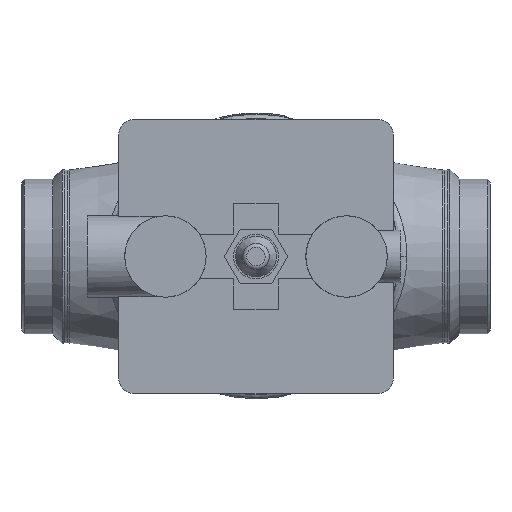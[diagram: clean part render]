
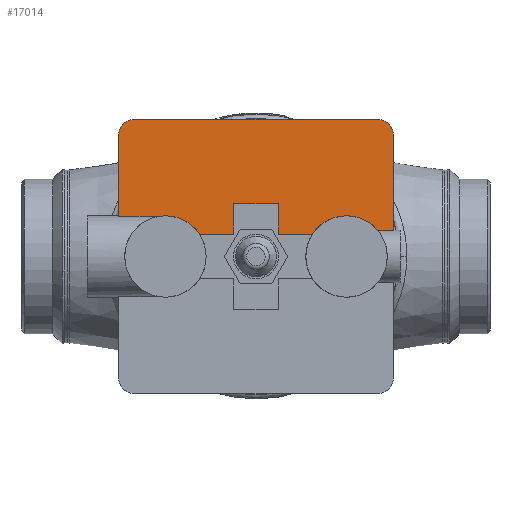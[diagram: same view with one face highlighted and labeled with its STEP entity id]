
A CAD part, front view. The second image highlights one B-rep face of the part: STEP entity #17014.
In plain terms, the highlighted planar face has unit normal (0, -1, 0).
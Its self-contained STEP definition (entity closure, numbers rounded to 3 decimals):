
#16754=CARTESIAN_POINT('',(47.5,-24.5,-50.226));
#16755=VERTEX_POINT('',#16754);
#16763=CARTESIAN_POINT('',(47.5,-24.5,-10.5));
#16764=VERTEX_POINT('',#16763);
#16765=CARTESIAN_POINT('',(47.5,-24.5,-10.5));
#16766=DIRECTION('',(-0.,-0.,-1.));
#16767=VECTOR('',#16766,39.726);
#16768=LINE('',#16765,#16767);
#16769=EDGE_CURVE('',#16764,#16755,#16768,.T.);
#16812=CARTESIAN_POINT('',(67.5,-24.5,-50.226));
#16813=VERTEX_POINT('',#16812);
#16821=CARTESIAN_POINT('',(47.5,-24.5,-50.226));
#16822=DIRECTION('',(1.,0.,-0.));
#16823=VECTOR('',#16822,20.);
#16824=LINE('',#16821,#16823);
#16825=EDGE_CURVE('',#16755,#16813,#16824,.T.);
#16855=CARTESIAN_POINT('',(87.203,-24.5,-59.));
#16856=VERTEX_POINT('',#16855);
#16863=CARTESIAN_POINT('',(70.5,-24.5,-70.));
#16864=DIRECTION('',(0.,-1.,0.));
#16865=DIRECTION('',(0.,0.,-1.));
#16866=AXIS2_PLACEMENT_3D('',#16863,#16864,#16865);
#16867=CIRCLE('',#16866,20.);
#16868=EDGE_CURVE('',#16856,#16813,#16867,.T.);
#16915=CARTESIAN_POINT('',(115.,-24.5,-70.));
#16916=DIRECTION('',(0.,-1.,0.));
#16917=DIRECTION('',(1.,0.,0.));
#16918=AXIS2_PLACEMENT_3D('',#16915,#16916,#16917);
#16919=PLANE('',#16918);
#16920=CARTESIAN_POINT('',(104.,-24.5,-59.));
#16921=VERTEX_POINT('',#16920);
#16922=CARTESIAN_POINT('',(104.,-24.5,-59.));
#16923=DIRECTION('',(-1.,0.,0.));
#16924=VECTOR('',#16923,16.797);
#16925=LINE('',#16922,#16924);
#16926=EDGE_CURVE('',#16921,#16856,#16925,.T.);
#16927=ORIENTED_EDGE('',*,*,#16926,.F.);
#16928=CARTESIAN_POINT('',(104.,-24.5,-44.));
#16929=VERTEX_POINT('',#16928);
#16930=CARTESIAN_POINT('',(104.,-24.5,-44.));
#16931=DIRECTION('',(0.,0.,-1.));
#16932=VECTOR('',#16931,15.);
#16933=LINE('',#16930,#16932);
#16934=EDGE_CURVE('',#16929,#16921,#16933,.T.);
#16935=ORIENTED_EDGE('',*,*,#16934,.F.);
#16936=CARTESIAN_POINT('',(126.,-24.5,-44.));
#16937=VERTEX_POINT('',#16936);
#16938=CARTESIAN_POINT('',(126.,-24.5,-44.));
#16939=DIRECTION('',(-1.,0.,0.));
#16940=VECTOR('',#16939,22.);
#16941=LINE('',#16938,#16940);
#16942=EDGE_CURVE('',#16937,#16929,#16941,.T.);
#16943=ORIENTED_EDGE('',*,*,#16942,.F.);
#16944=CARTESIAN_POINT('',(126.,-24.5,-59.));
#16945=VERTEX_POINT('',#16944);
#16946=CARTESIAN_POINT('',(126.,-24.5,-59.));
#16947=DIRECTION('',(0.,0.,1.));
#16948=VECTOR('',#16947,15.);
#16949=LINE('',#16946,#16948);
#16950=EDGE_CURVE('',#16945,#16937,#16949,.T.);
#16951=ORIENTED_EDGE('',*,*,#16950,.F.);
#16952=CARTESIAN_POINT('',(142.797,-24.5,-59.));
#16953=VERTEX_POINT('',#16952);
#16954=CARTESIAN_POINT('',(142.797,-24.5,-59.));
#16955=DIRECTION('',(-1.,0.,0.));
#16956=VECTOR('',#16955,16.797);
#16957=LINE('',#16954,#16956);
#16958=EDGE_CURVE('',#16953,#16945,#16957,.T.);
#16959=ORIENTED_EDGE('',*,*,#16958,.F.);
#16960=CARTESIAN_POINT('',(174.992,-24.5,-57.351));
#16961=VERTEX_POINT('',#16960);
#16962=CARTESIAN_POINT('',(159.5,-24.5,-70.));
#16963=DIRECTION('',(0.,-1.,0.));
#16964=DIRECTION('',(0.,0.,-1.));
#16965=AXIS2_PLACEMENT_3D('',#16962,#16963,#16964);
#16966=CIRCLE('',#16965,20.);
#16967=EDGE_CURVE('',#16961,#16953,#16966,.T.);
#16968=ORIENTED_EDGE('',*,*,#16967,.F.);
#16969=CARTESIAN_POINT('',(182.5,-24.5,-57.351));
#16970=VERTEX_POINT('',#16969);
#16971=CARTESIAN_POINT('',(174.992,-24.5,-57.351));
#16972=DIRECTION('',(1.,0.,-0.));
#16973=VECTOR('',#16972,7.508);
#16974=LINE('',#16971,#16973);
#16975=EDGE_CURVE('',#16961,#16970,#16974,.T.);
#16976=ORIENTED_EDGE('',*,*,#16975,.T.);
#16977=CARTESIAN_POINT('',(182.5,-24.5,-10.5));
#16978=VERTEX_POINT('',#16977);
#16979=CARTESIAN_POINT('',(182.5,-24.5,-57.351));
#16980=DIRECTION('',(0.,0.,1.));
#16981=VECTOR('',#16980,46.851);
#16982=LINE('',#16979,#16981);
#16983=EDGE_CURVE('',#16970,#16978,#16982,.T.);
#16984=ORIENTED_EDGE('',*,*,#16983,.T.);
#16985=CARTESIAN_POINT('',(174.5,-24.5,-2.5));
#16986=VERTEX_POINT('',#16985);
#16987=CARTESIAN_POINT('',(174.5,-24.5,-10.5));
#16988=DIRECTION('',(-0.,-1.,-0.));
#16989=DIRECTION('',(0.,-0.,1.));
#16990=AXIS2_PLACEMENT_3D('',#16987,#16988,#16989);
#16991=CIRCLE('',#16990,8.);
#16992=EDGE_CURVE('',#16978,#16986,#16991,.T.);
#16993=ORIENTED_EDGE('',*,*,#16992,.T.);
#16994=CARTESIAN_POINT('',(55.5,-24.5,-2.5));
#16995=VERTEX_POINT('',#16994);
#16996=CARTESIAN_POINT('',(174.5,-24.5,-2.5));
#16997=DIRECTION('',(-1.,-0.,0.));
#16998=VECTOR('',#16997,119.);
#16999=LINE('',#16996,#16998);
#17000=EDGE_CURVE('',#16986,#16995,#16999,.T.);
#17001=ORIENTED_EDGE('',*,*,#17000,.T.);
#17002=CARTESIAN_POINT('',(55.5,-24.5,-10.5));
#17003=DIRECTION('',(-0.,-1.,-0.));
#17004=DIRECTION('',(0.,-0.,1.));
#17005=AXIS2_PLACEMENT_3D('',#17002,#17003,#17004);
#17006=CIRCLE('',#17005,8.);
#17007=EDGE_CURVE('',#16995,#16764,#17006,.T.);
#17008=ORIENTED_EDGE('',*,*,#17007,.T.);
#17009=ORIENTED_EDGE('',*,*,#16769,.T.);
#17010=ORIENTED_EDGE('',*,*,#16825,.T.);
#17011=ORIENTED_EDGE('',*,*,#16868,.F.);
#17012=EDGE_LOOP('',(#16927,#16935,#16943,#16951,#16959,#16968,#16976,#16984,#16993,#17001,#17008,#17009,#17010,#17011));
#17013=FACE_BOUND('',#17012,.T.);
#17014=ADVANCED_FACE('',(#17013),#16919,.T.);
